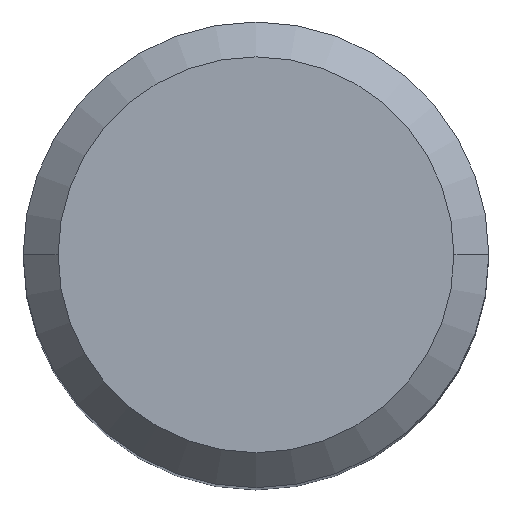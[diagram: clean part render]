
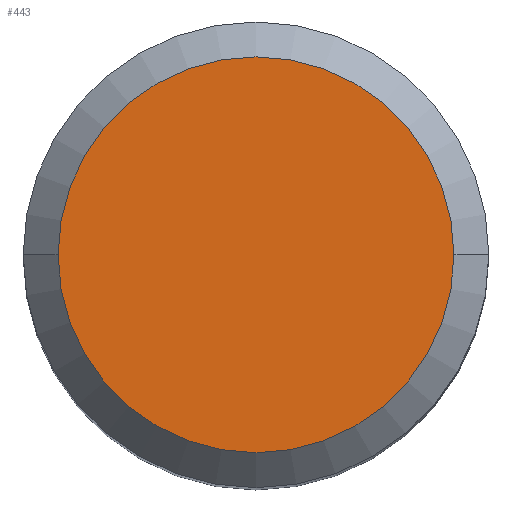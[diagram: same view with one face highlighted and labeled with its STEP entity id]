
A CAD part, top view. The second image highlights one B-rep face of the part: STEP entity #443.
In plain terms, the highlighted planar face has unit normal (0, 0, 1).
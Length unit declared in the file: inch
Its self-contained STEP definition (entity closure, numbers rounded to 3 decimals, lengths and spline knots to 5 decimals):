
#11 = AXIS2_PLACEMENT_3D ( 'NONE', #36, #184, #350 ) ;
#36 = CARTESIAN_POINT ( 'NONE',  ( 0., 0., 0. ) ) ;
#39 = AXIS2_PLACEMENT_3D ( 'NONE', #45, #195, #363 ) ;
#43 = FACE_OUTER_BOUND ( 'NONE', #158, .T. ) ;
#45 = CARTESIAN_POINT ( 'NONE',  ( 0., 0., 0. ) ) ;
#69 = DIRECTION ( 'NONE',  ( 1., 0., 0. ) ) ;
#105 = CARTESIAN_POINT ( 'NONE',  ( 0., 0., 0. ) ) ;
#158 = EDGE_LOOP ( 'NONE', ( #378, #246 ) ) ;
#164 = VERTEX_POINT ( 'NONE', #456 ) ;
#173 = EDGE_CURVE ( 'NONE', #327, #164, #322, .T. ) ;
#175 = CIRCLE ( 'NONE', #11, 0.26771 ) ;
#184 = DIRECTION ( 'NONE',  ( 0., 0., 1. ) ) ;
#195 = DIRECTION ( 'NONE',  ( 0., 0., -1. ) ) ;
#246 = ORIENTED_EDGE ( 'NONE', *, *, #325, .T. ) ;
#304 = AXIS2_PLACEMENT_3D ( 'NONE', #105, #425, #69 ) ;
#310 = PLANE ( 'NONE',  #39 ) ;
#322 = CIRCLE ( 'NONE', #304, 0.26771 ) ;
#325 = EDGE_CURVE ( 'NONE', #164, #327, #175, .T. ) ;
#327 = VERTEX_POINT ( 'NONE', #340 ) ;
#340 = CARTESIAN_POINT ( 'NONE',  ( -0.26771, 0., 0. ) ) ;
#350 = DIRECTION ( 'NONE',  ( 1., 0., 0. ) ) ;
#363 = DIRECTION ( 'NONE',  ( -1., 0., 0. ) ) ;
#378 = ORIENTED_EDGE ( 'NONE', *, *, #173, .T. ) ;
#425 = DIRECTION ( 'NONE',  ( 0., 0., 1. ) ) ;
#443 = ADVANCED_FACE ( 'NONE', ( #43 ), #310, .F. ) ;
#456 = CARTESIAN_POINT ( 'NONE',  ( 0.26771, 0., 0. ) ) ;
